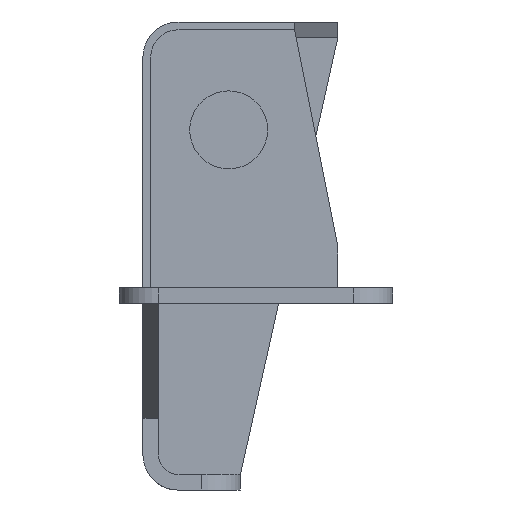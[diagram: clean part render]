
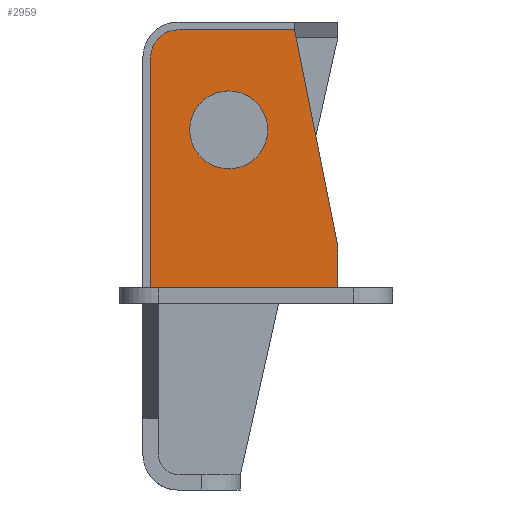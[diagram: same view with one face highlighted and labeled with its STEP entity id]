
A CAD part, left-side view. The second image highlights one B-rep face of the part: STEP entity #2959.
In plain terms, the highlighted planar face has unit normal (-1, 0, 0).
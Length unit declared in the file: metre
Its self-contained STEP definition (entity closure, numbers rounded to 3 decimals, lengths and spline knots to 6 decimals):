
#351=LINE('',#4968,#632);
#353=LINE('',#4982,#634);
#356=LINE('',#4988,#637);
#358=LINE('',#4992,#639);
#360=LINE('',#4999,#641);
#632=VECTOR('',#4062,1.);
#634=VECTOR('',#4086,1.);
#637=VECTOR('',#4091,1.);
#639=VECTOR('',#4095,1.);
#641=VECTOR('',#4103,1.);
#1450=ORIENTED_EDGE('',*,*,#1899,.T.);
#1451=ORIENTED_EDGE('',*,*,#1895,.F.);
#1452=ORIENTED_EDGE('',*,*,#1901,.T.);
#1453=ORIENTED_EDGE('',*,*,#1892,.F.);
#1454=ORIENTED_EDGE('',*,*,#1884,.T.);
#1455=ORIENTED_EDGE('',*,*,#1900,.F.);
#1456=ORIENTED_EDGE('',*,*,#1897,.F.);
#1884=EDGE_CURVE('',#2180,#2179,#351,.T.);
#1892=EDGE_CURVE('',#2180,#2181,#353,.T.);
#1895=EDGE_CURVE('',#2182,#2183,#356,.T.);
#1897=EDGE_CURVE('',#2183,#2184,#358,.T.);
#1899=EDGE_CURVE('',#2185,#2185,#2320,.T.);
#1900=EDGE_CURVE('',#2184,#2179,#360,.T.);
#1901=EDGE_CURVE('',#2182,#2181,#2321,.F.);
#2179=VERTEX_POINT('',#4967);
#2180=VERTEX_POINT('',#4969);
#2181=VERTEX_POINT('',#4983);
#2182=VERTEX_POINT('',#4987);
#2183=VERTEX_POINT('',#4989);
#2184=VERTEX_POINT('',#4993);
#2185=VERTEX_POINT('',#4997);
#2320=CIRCLE('',#3256,0.02);
#2321=CIRCLE('',#3259,0.014);
#2519=EDGE_LOOP('',(#1450));
#2520=EDGE_LOOP('',(#1451,#1452,#1453,#1454,#1455,#1456));
#2724=FACE_BOUND('',#2519,.T.);
#2725=FACE_BOUND('',#2520,.T.);
#2812=PLANE('',#3258);
#2959=ADVANCED_FACE('',(#2724,#2725),#2812,.F.);
#3256=AXIS2_PLACEMENT_3D('',#4996,#4099,#4100);
#3258=AXIS2_PLACEMENT_3D('',#5000,#4104,#4105);
#3259=AXIS2_PLACEMENT_3D('',#5001,#4106,#4107);
#4062=DIRECTION('',(0.,-1.,0.));
#4086=DIRECTION('',(0.,0.,1.));
#4091=DIRECTION('',(0.,-1.,0.));
#4095=DIRECTION('',(0.,-0.196,-0.981));
#4099=DIRECTION('',(1.,0.,0.));
#4100=DIRECTION('',(0.,0.,-1.));
#4103=DIRECTION('',(0.,0.,-1.));
#4104=DIRECTION('',(1.,0.,0.));
#4105=DIRECTION('',(0.,1.,0.));
#4106=DIRECTION('',(1.,0.,0.));
#4107=DIRECTION('',(0.,0.,-1.));
#4967=CARTESIAN_POINT('',(0.0535,0.028,0.008));
#4968=CARTESIAN_POINT('',(0.0535,0.076,0.008));
#4969=CARTESIAN_POINT('',(0.0535,0.124,0.008));
#4982=CARTESIAN_POINT('',(0.0535,0.124,0.07415));
#4983=CARTESIAN_POINT('',(0.0535,0.124,0.1263));
#4987=CARTESIAN_POINT('',(0.0535,0.11,0.1403));
#4988=CARTESIAN_POINT('',(0.0535,0.08713,0.1403));
#4989=CARTESIAN_POINT('',(0.0535,0.05026,0.1403));
#4992=CARTESIAN_POINT('',(0.0535,0.03913,0.08465));
#4993=CARTESIAN_POINT('',(0.0535,0.028,0.029));
#4996=CARTESIAN_POINT('',(0.0535,0.084,0.089));
#4997=CARTESIAN_POINT('',(0.0535,0.084,0.069));
#4999=CARTESIAN_POINT('',(0.0535,0.028,0.0185));
#5000=CARTESIAN_POINT('',(0.0535,0.072,0.07415));
#5001=CARTESIAN_POINT('',(0.0535,0.11,0.1263));
